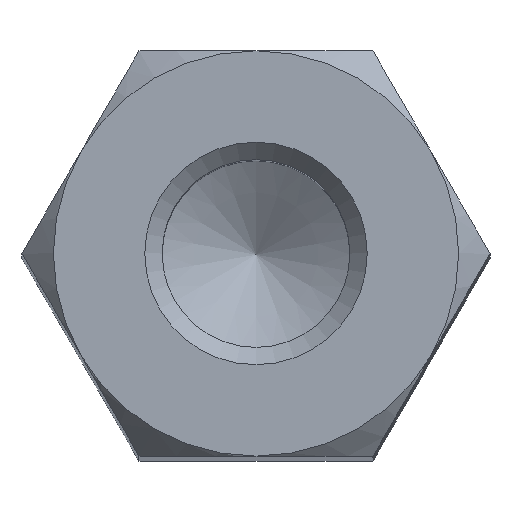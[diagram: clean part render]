
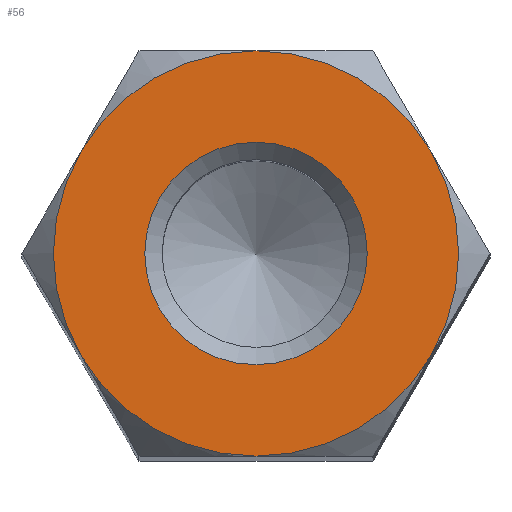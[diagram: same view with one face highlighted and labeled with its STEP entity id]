
A CAD part, top view. The second image highlights one B-rep face of the part: STEP entity #56.
In plain terms, the highlighted planar face has unit normal (0, 0, 1).
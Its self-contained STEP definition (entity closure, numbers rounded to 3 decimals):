
#56 = ADVANCED_FACE( '', ( #133, #134 ), #135, .T. );
#133 = FACE_BOUND( '', #234, .T. );
#134 = FACE_OUTER_BOUND( '', #235, .T. );
#135 = PLANE( '', #236 );
#234 = EDGE_LOOP( '', ( #333 ) );
#235 = EDGE_LOOP( '', ( #334, #335, #336, #337, #338, #339 ) );
#236 = AXIS2_PLACEMENT_3D( '', #340, #341, #342 );
#333 = ORIENTED_EDGE( '', *, *, #541, .T. );
#334 = ORIENTED_EDGE( '', *, *, #542, .F. );
#335 = ORIENTED_EDGE( '', *, *, #543, .F. );
#336 = ORIENTED_EDGE( '', *, *, #544, .F. );
#337 = ORIENTED_EDGE( '', *, *, #545, .T. );
#338 = ORIENTED_EDGE( '', *, *, #546, .F. );
#339 = ORIENTED_EDGE( '', *, *, #547, .F. );
#340 = CARTESIAN_POINT( '', ( 0., 0., 25. ) );
#341 = DIRECTION( '', ( 0., 0., 1. ) );
#342 = DIRECTION( '', ( 1., 0., 0. ) );
#541 = EDGE_CURVE( '', #623, #623, #624, .T. );
#542 = EDGE_CURVE( '', #625, #626, #627, .F. );
#543 = EDGE_CURVE( '', #628, #625, #629, .F. );
#544 = EDGE_CURVE( '', #630, #628, #631, .F. );
#545 = EDGE_CURVE( '', #630, #632, #633, .T. );
#546 = EDGE_CURVE( '', #634, #632, #635, .F. );
#547 = EDGE_CURVE( '', #626, #634, #636, .F. );
#623 = VERTEX_POINT( '', #733 );
#624 = CIRCLE( '', #734, 1.921 );
#625 = VERTEX_POINT( '', #735 );
#626 = VERTEX_POINT( '', #736 );
#627 = CIRCLE( '', #737, 3.5 );
#628 = VERTEX_POINT( '', #738 );
#629 = CIRCLE( '', #739, 3.5 );
#630 = VERTEX_POINT( '', #740 );
#631 = CIRCLE( '', #741, 3.5 );
#632 = VERTEX_POINT( '', #742 );
#633 = CIRCLE( '', #743, 3.5 );
#634 = VERTEX_POINT( '', #744 );
#635 = CIRCLE( '', #745, 3.5 );
#636 = CIRCLE( '', #746, 3.5 );
#733 = CARTESIAN_POINT( '', ( 0., 1.921, 25. ) );
#734 = AXIS2_PLACEMENT_3D( '', #1001, #1002, #1003 );
#735 = CARTESIAN_POINT( '', ( 3.031, -1.75, 25. ) );
#736 = CARTESIAN_POINT( '', ( 0., -3.5, 25. ) );
#737 = AXIS2_PLACEMENT_3D( '', #1004, #1005, #1006 );
#738 = CARTESIAN_POINT( '', ( 3.031, 1.75, 25. ) );
#739 = AXIS2_PLACEMENT_3D( '', #1007, #1008, #1009 );
#740 = CARTESIAN_POINT( '', ( 0., 3.5, 25. ) );
#741 = AXIS2_PLACEMENT_3D( '', #1010, #1011, #1012 );
#742 = CARTESIAN_POINT( '', ( -3.031, 1.75, 25. ) );
#743 = AXIS2_PLACEMENT_3D( '', #1013, #1014, #1015 );
#744 = CARTESIAN_POINT( '', ( -3.031, -1.75, 25. ) );
#745 = AXIS2_PLACEMENT_3D( '', #1016, #1017, #1018 );
#746 = AXIS2_PLACEMENT_3D( '', #1019, #1020, #1021 );
#1001 = CARTESIAN_POINT( '', ( 0., 0., 25. ) );
#1002 = DIRECTION( '', ( 0., 0., -1. ) );
#1003 = DIRECTION( '', ( 0., 1., 0. ) );
#1004 = CARTESIAN_POINT( '', ( 0., 0., 25. ) );
#1005 = DIRECTION( '', ( 0., 0., 1. ) );
#1006 = DIRECTION( '', ( 1., 0., 0. ) );
#1007 = CARTESIAN_POINT( '', ( 0., 0., 25. ) );
#1008 = DIRECTION( '', ( 0., 0., 1. ) );
#1009 = DIRECTION( '', ( 1., 0., 0. ) );
#1010 = CARTESIAN_POINT( '', ( 0., 0., 25. ) );
#1011 = DIRECTION( '', ( 0., 0., 1. ) );
#1012 = DIRECTION( '', ( 1., 0., 0. ) );
#1013 = CARTESIAN_POINT( '', ( 0., 0., 25. ) );
#1014 = DIRECTION( '', ( 0., 0., 1. ) );
#1015 = DIRECTION( '', ( 1., 0., 0. ) );
#1016 = CARTESIAN_POINT( '', ( 0., 0., 25. ) );
#1017 = DIRECTION( '', ( 0., 0., 1. ) );
#1018 = DIRECTION( '', ( 1., 0., 0. ) );
#1019 = CARTESIAN_POINT( '', ( 0., 0., 25. ) );
#1020 = DIRECTION( '', ( 0., 0., 1. ) );
#1021 = DIRECTION( '', ( 1., 0., 0. ) );
